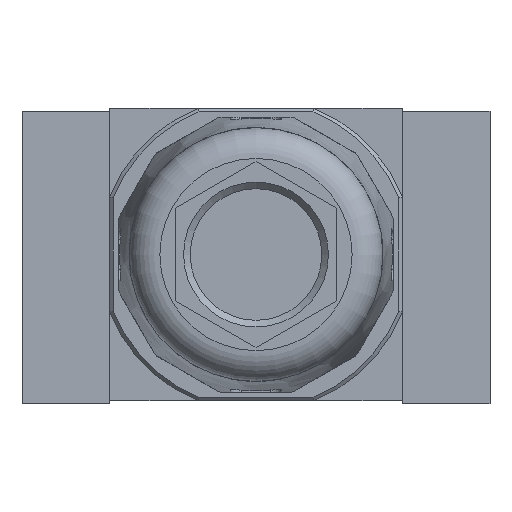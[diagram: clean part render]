
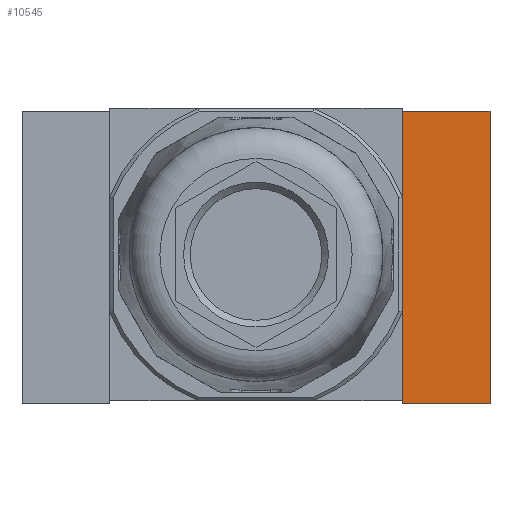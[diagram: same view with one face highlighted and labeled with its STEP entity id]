
A CAD part, front view. The second image highlights one B-rep face of the part: STEP entity #10545.
In plain terms, the highlighted face is planar.
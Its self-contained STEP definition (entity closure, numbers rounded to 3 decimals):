
#271=PLANE('',#11336);
#723=LINE('',#16650,#1253);
#728=LINE('',#16664,#1258);
#730=LINE('',#16668,#1260);
#731=LINE('',#16669,#1261);
#1253=VECTOR('',#13237,1000.);
#1258=VECTOR('',#13250,1000.);
#1260=VECTOR('',#13254,1000.);
#1261=VECTOR('',#13255,1000.);
#3614=ORIENTED_EDGE('',*,*,#5086,.T.);
#3615=ORIENTED_EDGE('',*,*,#5077,.F.);
#3616=ORIENTED_EDGE('',*,*,#5087,.F.);
#3617=ORIENTED_EDGE('',*,*,#5084,.T.);
#5077=EDGE_CURVE('',#5973,#5970,#723,.T.);
#5084=EDGE_CURVE('',#5979,#5978,#728,.T.);
#5086=EDGE_CURVE('',#5978,#5970,#730,.T.);
#5087=EDGE_CURVE('',#5979,#5973,#731,.T.);
#5970=VERTEX_POINT('',#16644);
#5973=VERTEX_POINT('',#16649);
#5978=VERTEX_POINT('',#16663);
#5979=VERTEX_POINT('',#16665);
#6996=EDGE_LOOP('',(#3614,#3615,#3616,#3617));
#7614=FACE_BOUND('',#6996,.T.);
#10545=ADVANCED_FACE('',(#7614),#271,.F.);
#11336=AXIS2_PLACEMENT_3D('',#16667,#13252,#13253);
#13237=DIRECTION('',(0.,0.,-1.));
#13250=DIRECTION('',(0.,0.,-1.));
#13252=DIRECTION('',(0.,-1.,0.));
#13253=DIRECTION('',(0.,0.,-1.));
#13254=DIRECTION('',(-1.,0.,0.));
#13255=DIRECTION('',(-1.,0.,0.));
#16644=CARTESIAN_POINT('',(-20.,10.,-6.));
#16649=CARTESIAN_POINT('',(-20.,10.,6.));
#16650=CARTESIAN_POINT('',(-20.,10.,6.));
#16663=CARTESIAN_POINT('',(20.,10.,-6.));
#16664=CARTESIAN_POINT('',(20.,10.,6.));
#16665=CARTESIAN_POINT('',(20.,10.,6.));
#16667=CARTESIAN_POINT('',(20.,10.,6.));
#16668=CARTESIAN_POINT('',(20.,10.,-6.));
#16669=CARTESIAN_POINT('',(20.,10.,6.));
